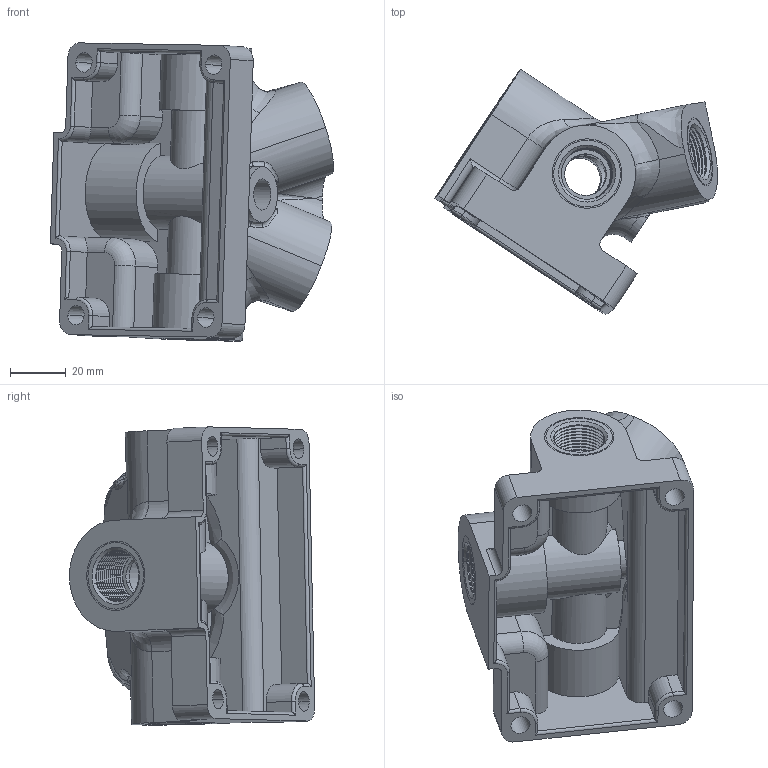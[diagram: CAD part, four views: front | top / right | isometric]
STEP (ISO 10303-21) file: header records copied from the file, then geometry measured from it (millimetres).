
FILE_DESCRIPTION (( 'STEP AP203' ), '1' );
FILE_NAME ('R231.012.012.STEP', '2019-01-16T12:56:09', ( 'Localadmin' ), ( 'Microsoft' ), 'SwSTEP 2.0', 'SolidWorks 2018', '' );
FILE_SCHEMA (( 'CONFIG_CONTROL_DESIGN' ));
Length unit declared in the file: millimetre
Products named in the file (3): R231.034.012_R231.012.012; R231.012.012; R204.020.042
Assembly tree (6 placements, depth 2):
  R231.012.012
    R204.020.042  x5
    R231.034.012_R231.012.012
Bounding box: 101.84 x 88.23 x 107.25 mm (x, y, z)
Volume: 169246.4 mm3; surface area: 83770.9 mm2
Topology: 6 solids, 6 shells, 847 faces, 1887 edges, 1085 vertices
Faces by surface type: cylinder 298, cone 280, plane 227, bspline 28, torus 12, sphere 2
Entity records: 11528 total; most frequent: CARTESIAN_POINT 3636, ORIENTED_EDGE 1586, DIRECTION 1571, EDGE_CURVE 793, AXIS2_PLACEMENT_3D 598, VERTEX_POINT 477, LINE 375, VECTOR 375
